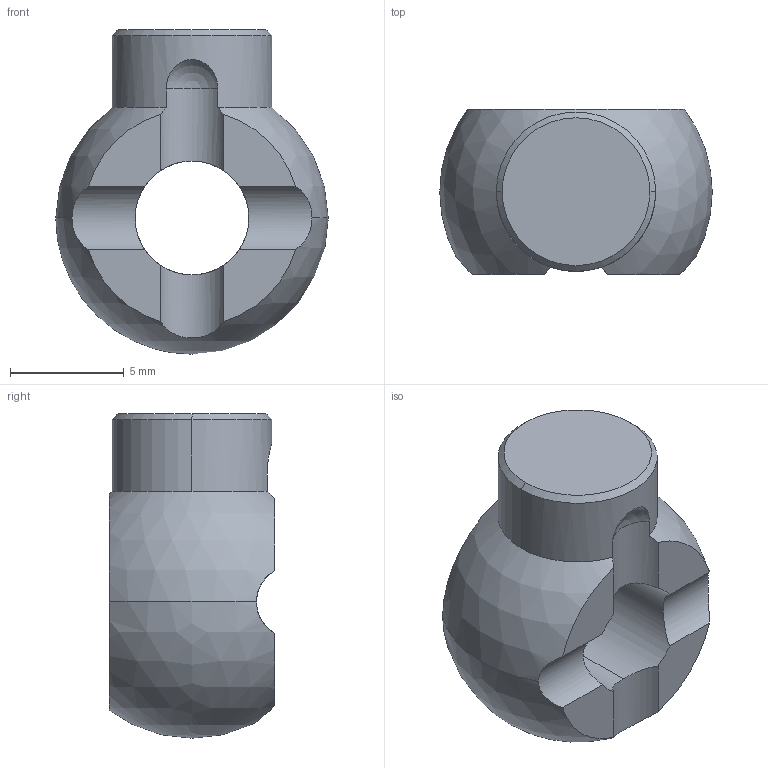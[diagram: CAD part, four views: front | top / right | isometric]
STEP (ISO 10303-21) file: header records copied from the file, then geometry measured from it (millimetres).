
FILE_DESCRIPTION (( 'STEP AP214' ), '1' );
FILE_NAME ('CS0021.STEP', '2025-04-09T17:09:26', ( '' ), ( '' ), 'SwSTEP 2.0', 'SolidWorks 2023', '' );
FILE_SCHEMA (( 'AUTOMOTIVE_DESIGN' ));
Length unit declared in the file: inch
Products named in the file (1): CS0021
Bounding box: 11.99 x 7.26 x 14.27 mm (x, y, z)
Volume: 668.3 mm3; surface area: 556.7 mm2
Topology: 1 solids, 1 shells, 19 faces, 57 edges, 37 vertices
Faces by surface type: cylinder 8, plane 6, sphere 3, cone 2
Entity records: 747 total; most frequent: CARTESIAN_POINT 238, ORIENTED_EDGE 104, DIRECTION 100, EDGE_CURVE 52, AXIS2_PLACEMENT_3D 42, VERTEX_POINT 34, CIRCLE 22, EDGE_LOOP 20
